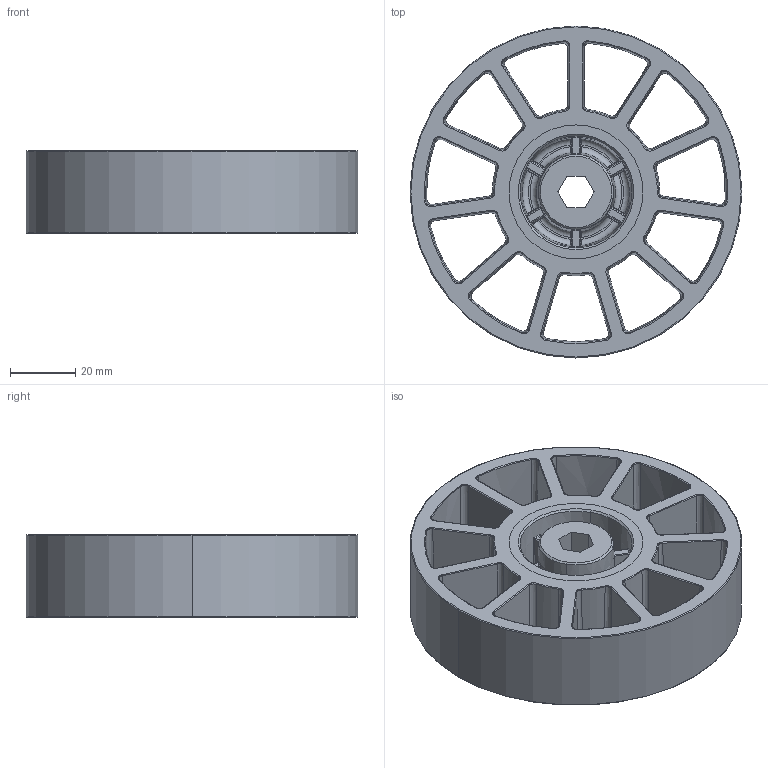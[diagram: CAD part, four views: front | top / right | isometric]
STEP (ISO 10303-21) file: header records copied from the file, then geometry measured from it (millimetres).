
FILE_DESCRIPTION (( 'STEP AP203' ), '1' );
FILE_NAME ('am-3562 4IN 375Hex Bore Compliant Wheel.STEP', '2019-10-29T20:44:36', ( '' ), ( '' ), 'SwSTEP 2.0', 'SolidWorks 2019', '' );
FILE_SCHEMA (( 'CONFIG_CONTROL_DESIGN' ));
Length unit declared in the file: millimetre
Products named in the file (5): 4IN Compliant Wheel FINAL Overmold; am-3562 4IN 375Hex Bore Compliant Wheel; 2in Wheel Intergrated 0375 HEX Hub
Assembly tree (2 placements, depth 2):
  4IN Compliant Wheel FINAL Overmold
  am-3562 4IN 375Hex Bore Compliant Wheel
    4IN Compliant Wheel FINAL Overmold
    2in Wheel Intergrated 0375 HEX Hub
  2in Wheel Intergrated 0375 HEX Hub
Bounding box: 101.6 x 101.6 x 25.4 mm (x, y, z)
Volume: 105743.7 mm3; surface area: 47766.8 mm2
Topology: 2 solids, 2 shells, 460 faces, 1077 edges, 622 vertices
Faces by surface type: bspline 204, torus 89, cylinder 70, plane 57, cone 40
Entity records: 20981 total; most frequent: CARTESIAN_POINT 11300, ORIENTED_EDGE 2154, DIRECTION 1686, EDGE_CURVE 1077, AXIS2_PLACEMENT_3D 756, VERTEX_POINT 622, CIRCLE 494, EDGE_LOOP 487
